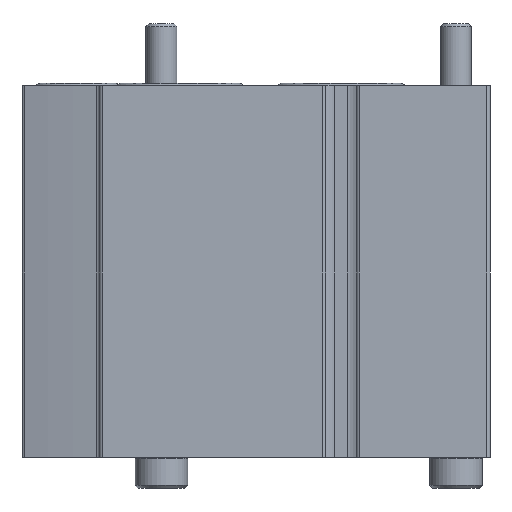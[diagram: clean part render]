
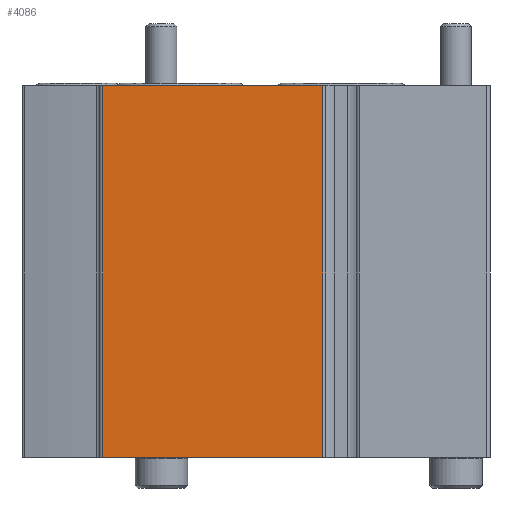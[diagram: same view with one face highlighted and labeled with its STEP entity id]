
A CAD part, front view. The second image highlights one B-rep face of the part: STEP entity #4086.
In plain terms, the highlighted planar face has unit normal (0, -1, 0).
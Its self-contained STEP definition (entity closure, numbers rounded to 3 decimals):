
#155=PLANE('',#4455);
#584=ORIENTED_EDGE('',*,*,#1680,.F.);
#585=ORIENTED_EDGE('',*,*,#1679,.F.);
#586=ORIENTED_EDGE('',*,*,#1681,.T.);
#587=ORIENTED_EDGE('',*,*,#1682,.T.);
#1679=EDGE_CURVE('',#2224,#2223,#2611,.T.);
#1680=EDGE_CURVE('',#2223,#2225,#2612,.T.);
#1681=EDGE_CURVE('',#2224,#2226,#2613,.T.);
#1682=EDGE_CURVE('',#2226,#2225,#2614,.T.);
#2223=VERTEX_POINT('',#6457);
#2224=VERTEX_POINT('',#6459);
#2225=VERTEX_POINT('',#6463);
#2226=VERTEX_POINT('',#6465);
#2611=LINE('',#6460,#2907);
#2612=LINE('',#6462,#2908);
#2613=LINE('',#6464,#2909);
#2614=LINE('',#6466,#2910);
#2907=VECTOR('',#5019,1000.);
#2908=VECTOR('',#5022,1000.);
#2909=VECTOR('',#5023,1000.);
#2910=VECTOR('',#5024,1000.);
#3207=EDGE_LOOP('',(#584,#585,#586,#587));
#3605=FACE_BOUND('',#3207,.T.);
#4086=ADVANCED_FACE('',(#3605),#155,.T.);
#4455=AXIS2_PLACEMENT_3D('',#6461,#5020,#5021);
#5019=DIRECTION('',(0.,0.,1.));
#5020=DIRECTION('',(0.,-1.,0.));
#5021=DIRECTION('',(0.,0.,-1.));
#5022=DIRECTION('',(1.,0.,0.));
#5023=DIRECTION('',(1.,0.,0.));
#5024=DIRECTION('',(0.,0.,1.));
#6457=CARTESIAN_POINT('',(-38.5,0.,0.));
#6459=CARTESIAN_POINT('',(-38.5,0.,-60.));
#6460=CARTESIAN_POINT('',(-38.5,0.,-60.));
#6461=CARTESIAN_POINT('',(-38.5,0.,-60.));
#6462=CARTESIAN_POINT('',(-38.5,0.,0.));
#6463=CARTESIAN_POINT('',(-3.,0.,0.));
#6464=CARTESIAN_POINT('',(-38.5,0.,-60.));
#6465=CARTESIAN_POINT('',(-3.,0.,-60.));
#6466=CARTESIAN_POINT('',(-3.,0.,-60.));
